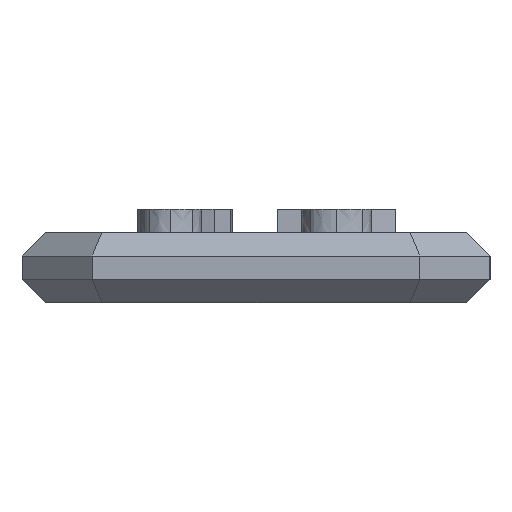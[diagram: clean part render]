
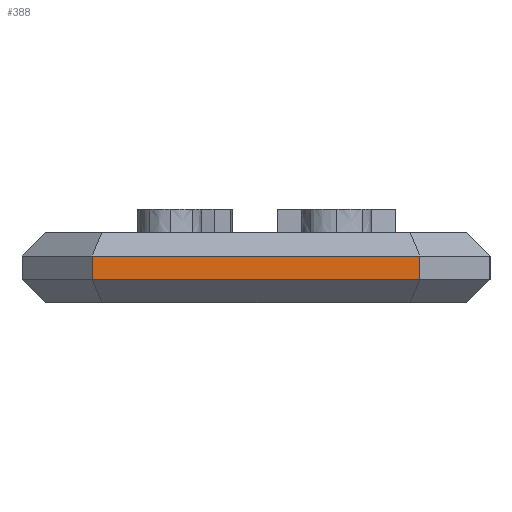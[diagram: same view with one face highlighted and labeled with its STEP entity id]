
A CAD part, left-side view. The second image highlights one B-rep face of the part: STEP entity #388.
In plain terms, the highlighted planar face has unit normal (-1, 0, 0).
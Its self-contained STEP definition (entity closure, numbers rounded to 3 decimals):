
#388=ADVANCED_FACE('',(#2729),#2731,.T.);
#2729=FACE_BOUND('',#2730,.T.);
#2730=EDGE_LOOP('',(#5841,#5842,#5843,#5844));
#2731=PLANE('',#2732);
#2732=AXIS2_PLACEMENT_3D('',#2733,#2734,#2735);
#2733=CARTESIAN_POINT('',(-30.,10.,0.));
#2734=DIRECTION('',(-1.,0.,0.));
#2735=DIRECTION('',(0.,-1.,0.));
#5841=ORIENTED_EDGE('',*,*,#7162,.T.);
#5842=ORIENTED_EDGE('',*,*,#7830,.T.);
#5843=ORIENTED_EDGE('',*,*,#7187,.F.);
#5844=ORIENTED_EDGE('',*,*,#7831,.F.);
#7162=EDGE_CURVE('',#8777,#8778,#8779,.T.);
#7187=EDGE_CURVE('',#8812,#8815,#8816,.T.);
#7830=EDGE_CURVE('',#8778,#8815,#9779,.T.);
#7831=EDGE_CURVE('',#8777,#8812,#9780,.T.);
#8777=VERTEX_POINT('',#11580);
#8778=VERTEX_POINT('',#11581);
#8779=LINE('',#11582,#11583);
#8812=VERTEX_POINT('',#11661);
#8815=VERTEX_POINT('',#11668);
#8816=LINE('',#11669,#11670);
#9779=LINE('',#13918,#13919);
#9780=LINE('',#13921,#13922);
#11580=CARTESIAN_POINT('',(-30.,7.,1.));
#11581=CARTESIAN_POINT('',(-30.,-7.,1.));
#11582=CARTESIAN_POINT('',(-30.,7.,1.));
#11583=VECTOR('',#11584,1.);
#11584=DIRECTION('',(0.,-1.,0.));
#11661=CARTESIAN_POINT('',(-30.,7.,2.));
#11668=CARTESIAN_POINT('',(-30.,-7.,2.));
#11669=CARTESIAN_POINT('',(-30.,7.,2.));
#11670=VECTOR('',#11671,1.);
#11671=DIRECTION('',(0.,-1.,0.));
#13918=CARTESIAN_POINT('',(-30.,-7.,1.));
#13919=VECTOR('',#13920,1.);
#13920=DIRECTION('',(0.,0.,1.));
#13921=CARTESIAN_POINT('',(-30.,7.,1.));
#13922=VECTOR('',#13923,1.);
#13923=DIRECTION('',(0.,0.,1.));
